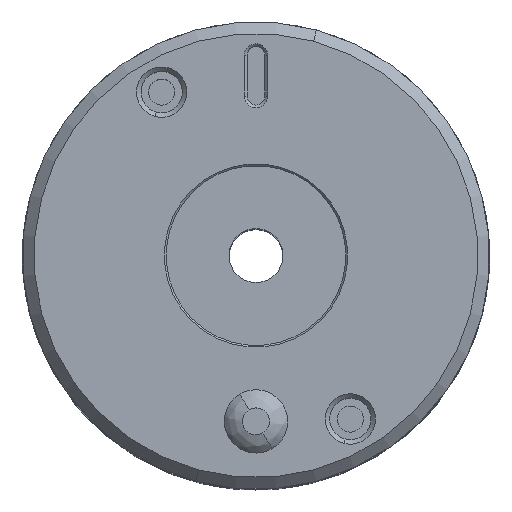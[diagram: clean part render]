
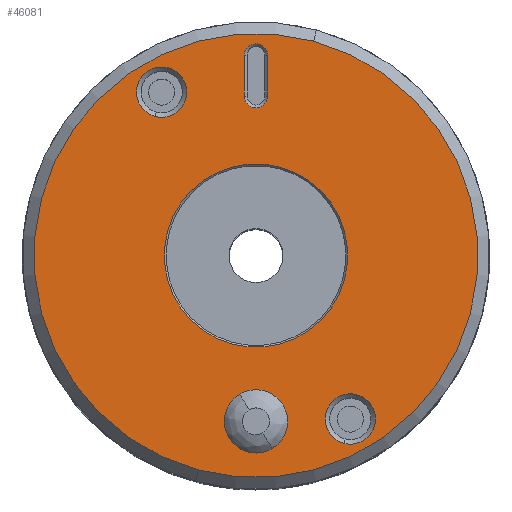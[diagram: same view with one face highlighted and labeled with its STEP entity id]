
A CAD part, top view. The second image highlights one B-rep face of the part: STEP entity #46081.
In plain terms, the highlighted planar face has unit normal (0, 0, 1).
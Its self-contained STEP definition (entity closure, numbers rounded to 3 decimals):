
#45 = EDGE_LOOP ( 'NONE', ( #56349, #30534, #20577, #69111, #34992 ) ) ;
#605 = AXIS2_PLACEMENT_3D ( 'NONE', #80724, #79038, #81033 ) ;
#1503 = DIRECTION ( 'NONE',  ( 0., 0., 1. ) ) ;
#3690 = EDGE_CURVE ( 'NONE', #104229, #50623, #110645, .T. ) ;
#3938 = LINE ( 'NONE', #129855, #55316 ) ;
#4017 = DIRECTION ( 'NONE',  ( 0., 0., 1. ) ) ;
#5819 = VERTEX_POINT ( 'NONE', #7659 ) ;
#7659 = CARTESIAN_POINT ( 'NONE',  ( 21.828, 4.503, 7. ) ) ;
#9085 = DIRECTION ( 'NONE',  ( 0., 0., -1. ) ) ;
#9208 = CARTESIAN_POINT ( 'NONE',  ( -12.049, -14.849, 7. ) ) ;
#9412 = AXIS2_PLACEMENT_3D ( 'NONE', #72569, #1503, #62767 ) ;
#9995 = DIRECTION ( 'NONE',  ( -0.966, -0.259, 0. ) ) ;
#10614 = DIRECTION ( 'NONE',  ( 0., 0., 1. ) ) ;
#11387 = AXIS2_PLACEMENT_3D ( 'NONE', #87601, #27475, #97330 ) ;
#11473 = VERTEX_POINT ( 'NONE', #72958 ) ;
#12549 = VERTEX_POINT ( 'NONE', #21766 ) ;
#13542 = EDGE_LOOP ( 'NONE', ( #58682, #117447 ) ) ;
#14943 = CIRCLE ( 'NONE', #9412, 2.8 ) ;
#14946 = ORIENTED_EDGE ( 'NONE', *, *, #124636, .F. ) ;
#15559 = ORIENTED_EDGE ( 'NONE', *, *, #79971, .T. ) ;
#16566 = VECTOR ( 'NONE', #119940, 1000. ) ;
#16649 = CIRCLE ( 'NONE', #51392, 1.3 ) ;
#17881 = CARTESIAN_POINT ( 'NONE',  ( 0., 0., 7. ) ) ;
#18464 = DIRECTION ( 'NONE',  ( 0., 0., 1. ) ) ;
#19429 = VERTEX_POINT ( 'NONE', #19488 ) ;
#19488 = CARTESIAN_POINT ( 'NONE',  ( 16.809, 5.85, 7. ) ) ;
#19736 = CARTESIAN_POINT ( 'NONE',  ( 21.155, 7.014, 7. ) ) ;
#20577 = ORIENTED_EDGE ( 'NONE', *, *, #107996, .T. ) ;
#21766 = CARTESIAN_POINT ( 'NONE',  ( -17.649, -14.849, 7. ) ) ;
#22575 = DIRECTION ( 'NONE',  ( 0., 0., -1. ) ) ;
#22787 = CARTESIAN_POINT ( 'NONE',  ( 0., 0., 7. ) ) ;
#22893 = EDGE_CURVE ( 'NONE', #99506, #42462, #117906, .T. ) ;
#23363 = CARTESIAN_POINT ( 'NONE',  ( 22.792, 5.759, 7. ) ) ;
#24085 = FACE_BOUND ( 'NONE', #45, .T. ) ;
#27475 = DIRECTION ( 'NONE',  ( 0., 0., -1. ) ) ;
#28125 = CIRCLE ( 'NONE', #119859, 2.8 ) ;
#28223 = DIRECTION ( 'NONE',  ( 1., 0., 0. ) ) ;
#30534 = ORIENTED_EDGE ( 'NONE', *, *, #63593, .T. ) ;
#31194 = CIRCLE ( 'NONE', #110699, 1.3 ) ;
#34992 = ORIENTED_EDGE ( 'NONE', *, *, #81654, .T. ) ;
#35354 = ORIENTED_EDGE ( 'NONE', *, *, #122747, .T. ) ;
#36349 = ORIENTED_EDGE ( 'NONE', *, *, #43450, .F. ) ;
#37263 = EDGE_LOOP ( 'NONE', ( #120500, #36349 ) ) ;
#39186 = EDGE_LOOP ( 'NONE', ( #14946, #63372 ) ) ;
#39401 = ORIENTED_EDGE ( 'NONE', *, *, #3690, .T. ) ;
#39623 = CARTESIAN_POINT ( 'NONE',  ( 0., 0., 7. ) ) ;
#39726 = CARTESIAN_POINT ( 'NONE',  ( -14.821, -4.775, 7. ) ) ;
#42462 = VERTEX_POINT ( 'NONE', #39726 ) ;
#43450 = EDGE_CURVE ( 'NONE', #91255, #88291, #14943, .T. ) ;
#45303 = DIRECTION ( 'NONE',  ( 1., 0., 0. ) ) ;
#45332 = CARTESIAN_POINT ( 'NONE',  ( 24.7, 0., 7. ) ) ;
#46081 = ADVANCED_FACE ( 'NONE', ( #100648, #127040, #24085, #103738, #51305, #74563 ), #90049, .T. ) ;
#46332 = DIRECTION ( 'NONE',  ( 0., 0., 1. ) ) ;
#47606 = CARTESIAN_POINT ( 'NONE',  ( 12.049, 14.849, 7. ) ) ;
#48655 = CARTESIAN_POINT ( 'NONE',  ( 14.849, 14.849, 7. ) ) ;
#50623 = VERTEX_POINT ( 'NONE', #71055 ) ;
#50892 = EDGE_CURVE ( 'NONE', #109314, #12549, #28125, .T. ) ;
#51305 = FACE_BOUND ( 'NONE', #37263, .T. ) ;
#51392 = AXIS2_PLACEMENT_3D ( 'NONE', #69952, #9085, #79825 ) ;
#51762 = CARTESIAN_POINT ( 'NONE',  ( 21.492, 5.759, 7. ) ) ;
#55316 = VECTOR ( 'NONE', #9995, 1000. ) ;
#56349 = ORIENTED_EDGE ( 'NONE', *, *, #83363, .T. ) ;
#58682 = ORIENTED_EDGE ( 'NONE', *, *, #50892, .F. ) ;
#58898 = DIRECTION ( 'NONE',  ( 1., 0., 0. ) ) ;
#61705 = DIRECTION ( 'NONE',  ( 0., 0., 1. ) ) ;
#61910 = DIRECTION ( 'NONE',  ( 1., 0., 0. ) ) ;
#62520 = CIRCLE ( 'NONE', #94573, 1.3 ) ;
#62767 = DIRECTION ( 'NONE',  ( 1., 0., 0. ) ) ;
#63372 = ORIENTED_EDGE ( 'NONE', *, *, #22893, .F. ) ;
#63593 = EDGE_CURVE ( 'NONE', #19429, #115114, #119733, .T. ) ;
#64507 = ORIENTED_EDGE ( 'NONE', *, *, #69278, .T. ) ;
#64612 = CIRCLE ( 'NONE', #113289, 24.7 ) ;
#65165 = CARTESIAN_POINT ( 'NONE',  ( -17.821, -4.775, 7. ) ) ;
#69111 = ORIENTED_EDGE ( 'NONE', *, *, #112057, .T. ) ;
#69278 = EDGE_CURVE ( 'NONE', #50623, #104229, #106334, .T. ) ;
#69952 = CARTESIAN_POINT ( 'NONE',  ( 17.145, 4.594, 7. ) ) ;
#70870 = CARTESIAN_POINT ( 'NONE',  ( -10.2, 0., 7. ) ) ;
#71055 = CARTESIAN_POINT ( 'NONE',  ( 10.2, 0., 7. ) ) ;
#71399 = CARTESIAN_POINT ( 'NONE',  ( -14.849, -14.849, 7. ) ) ;
#71998 = VERTEX_POINT ( 'NONE', #45332 ) ;
#72569 = CARTESIAN_POINT ( 'NONE',  ( 14.849, 14.849, 7. ) ) ;
#72958 = CARTESIAN_POINT ( 'NONE',  ( -24.7, 0., 7. ) ) ;
#74563 = FACE_OUTER_BOUND ( 'NONE', #128422, .T. ) ;
#74719 = AXIS2_PLACEMENT_3D ( 'NONE', #65165, #4017, #74989 ) ;
#74989 = DIRECTION ( 'NONE',  ( 1., 0., 0. ) ) ;
#78920 = CARTESIAN_POINT ( 'NONE',  ( 0., 0., 7. ) ) ;
#79038 = DIRECTION ( 'NONE',  ( 0., 0., 1. ) ) ;
#79410 = DIRECTION ( 'NONE',  ( 0., 0., -1. ) ) ;
#79825 = DIRECTION ( 'NONE',  ( 1., 0., 0. ) ) ;
#79971 = EDGE_CURVE ( 'NONE', #11473, #71998, #104756, .T. ) ;
#80724 = CARTESIAN_POINT ( 'NONE',  ( -17.821, -4.775, 7. ) ) ;
#81023 = AXIS2_PLACEMENT_3D ( 'NONE', #48655, #117752, #58898 ) ;
#81033 = DIRECTION ( 'NONE',  ( 1., 0., 0. ) ) ;
#81286 = DIRECTION ( 'NONE',  ( 1., 0., 0. ) ) ;
#81654 = EDGE_CURVE ( 'NONE', #5819, #87931, #3938, .T. ) ;
#82852 = CARTESIAN_POINT ( 'NONE',  ( 21.492, 5.759, 7. ) ) ;
#83363 = EDGE_CURVE ( 'NONE', #87931, #19429, #16649, .T. ) ;
#85736 = CARTESIAN_POINT ( 'NONE',  ( -20.821, -4.775, 7. ) ) ;
#87601 = CARTESIAN_POINT ( 'NONE',  ( 0., 0., 7. ) ) ;
#87931 = VERTEX_POINT ( 'NONE', #108743 ) ;
#88291 = VERTEX_POINT ( 'NONE', #116331 ) ;
#88314 = DIRECTION ( 'NONE',  ( 0., 0., 1. ) ) ;
#88853 = DIRECTION ( 'NONE',  ( 1., 0., 0. ) ) ;
#90049 = PLANE ( 'NONE',  #93063 ) ;
#91255 = VERTEX_POINT ( 'NONE', #47606 ) ;
#92741 = DIRECTION ( 'NONE',  ( 1., 0., 0. ) ) ;
#93063 = AXIS2_PLACEMENT_3D ( 'NONE', #22787, #46332, #45303 ) ;
#94573 = AXIS2_PLACEMENT_3D ( 'NONE', #82852, #22575, #92741 ) ;
#96808 = CIRCLE ( 'NONE', #112549, 2.8 ) ;
#97330 = DIRECTION ( 'NONE',  ( 1., 0., 0. ) ) ;
#97473 = AXIS2_PLACEMENT_3D ( 'NONE', #78920, #18464, #88853 ) ;
#99506 = VERTEX_POINT ( 'NONE', #85736 ) ;
#99749 = CIRCLE ( 'NONE', #74719, 3. ) ;
#100648 = FACE_BOUND ( 'NONE', #39186, .T. ) ;
#100653 = DIRECTION ( 'NONE',  ( 1., 0., 0. ) ) ;
#103738 = FACE_BOUND ( 'NONE', #13542, .T. ) ;
#104229 = VERTEX_POINT ( 'NONE', #70870 ) ;
#104756 = CIRCLE ( 'NONE', #97473, 24.7 ) ;
#106247 = EDGE_CURVE ( 'NONE', #88291, #91255, #106301, .T. ) ;
#106301 = CIRCLE ( 'NONE', #81023, 2.8 ) ;
#106334 = CIRCLE ( 'NONE', #11387, 10.2 ) ;
#107996 = EDGE_CURVE ( 'NONE', #115114, #112627, #31194, .T. ) ;
#108587 = DIRECTION ( 'NONE',  ( 1., 0., 0. ) ) ;
#108743 = CARTESIAN_POINT ( 'NONE',  ( 17.482, 3.338, 7. ) ) ;
#109314 = VERTEX_POINT ( 'NONE', #9208 ) ;
#110383 = CARTESIAN_POINT ( 'NONE',  ( 21.155, 7.014, 7. ) ) ;
#110645 = CIRCLE ( 'NONE', #126042, 10.2 ) ;
#110699 = AXIS2_PLACEMENT_3D ( 'NONE', #51762, #120773, #61910 ) ;
#112057 = EDGE_CURVE ( 'NONE', #112627, #5819, #62520, .T. ) ;
#112277 = EDGE_LOOP ( 'NONE', ( #64507, #39401 ) ) ;
#112549 = AXIS2_PLACEMENT_3D ( 'NONE', #71399, #10614, #81286 ) ;
#112627 = VERTEX_POINT ( 'NONE', #23363 ) ;
#113289 = AXIS2_PLACEMENT_3D ( 'NONE', #17881, #88314, #28223 ) ;
#115114 = VERTEX_POINT ( 'NONE', #19736 ) ;
#116331 = CARTESIAN_POINT ( 'NONE',  ( 17.649, 14.849, 7. ) ) ;
#117447 = ORIENTED_EDGE ( 'NONE', *, *, #123894, .F. ) ;
#117752 = DIRECTION ( 'NONE',  ( 0., 0., 1. ) ) ;
#117906 = CIRCLE ( 'NONE', #605, 3. ) ;
#119733 = LINE ( 'NONE', #110383, #16566 ) ;
#119859 = AXIS2_PLACEMENT_3D ( 'NONE', #125309, #61705, #100653 ) ;
#119940 = DIRECTION ( 'NONE',  ( 0.966, 0.259, 0. ) ) ;
#120500 = ORIENTED_EDGE ( 'NONE', *, *, #106247, .F. ) ;
#120773 = DIRECTION ( 'NONE',  ( 0., 0., -1. ) ) ;
#122747 = EDGE_CURVE ( 'NONE', #71998, #11473, #64612, .T. ) ;
#123894 = EDGE_CURVE ( 'NONE', #12549, #109314, #96808, .T. ) ;
#124636 = EDGE_CURVE ( 'NONE', #42462, #99506, #99749, .T. ) ;
#125309 = CARTESIAN_POINT ( 'NONE',  ( -14.849, -14.849, 7. ) ) ;
#126042 = AXIS2_PLACEMENT_3D ( 'NONE', #39623, #79410, #108587 ) ;
#127040 = FACE_BOUND ( 'NONE', #112277, .T. ) ;
#128422 = EDGE_LOOP ( 'NONE', ( #15559, #35354 ) ) ;
#129855 = CARTESIAN_POINT ( 'NONE',  ( 17.482, 3.338, 7. ) ) ;
